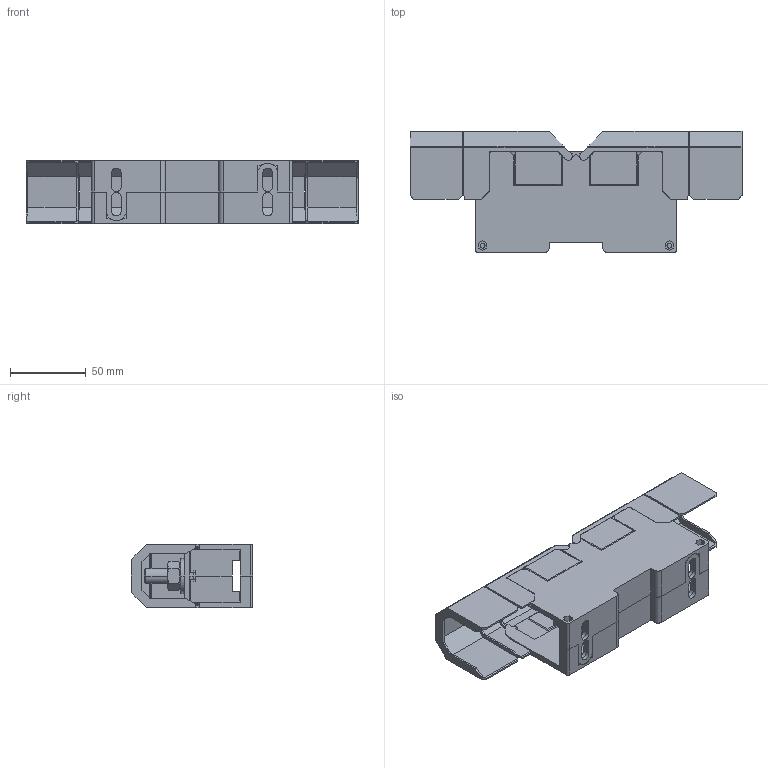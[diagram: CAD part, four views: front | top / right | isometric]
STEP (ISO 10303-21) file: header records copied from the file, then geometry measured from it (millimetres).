
FILE_DESCRIPTION((''),'2;1');
FILE_NAME('HSK1200_STEP_KPL_ASM','2013-10-25T',('Martin Stollburges'),(''),'PRO/ENGINEER BY PARAMETRIC TECHNOLOGY CORPORATION, 2013130','PRO/ENGINEER BY PARAMETRIC TECHNOLOGY CORPORATION, 2013130','');
FILE_SCHEMA(('CONFIG_CONTROL_DESIGN'));
Length unit declared in the file: millimetre
Products named in the file (8): HSK1200_SKEL; HSK1200_STS; SM100X30_RI; SCHEIBE_DIN6796_M10; DIN934_M10; HSK1200_ISO_STEP; HSK1200_ADH_STEP; HSK1200_STEP_KPL_ASM
Assembly tree (12 placements, depth 2):
  HSK1200_STEP_KPL_ASM
    HSK1200_SKEL
    HSK1200_STS
    SM100X30_RI  x2
    SCHEIBE_DIN6796_M10  x2
    DIN934_M10  x2
    HSK1200_ISO_STEP  x2
    HSK1200_ADH_STEP  x2
Bounding box: 219.5 x 80 x 42 mm (x, y, z)
Volume: 205816.1 mm3; surface area: 113160.3 mm2
Topology: 11 solids, 11 shells, 1258 faces, 3622 edges, 2396 vertices
Faces by surface type: plane 820, cylinder 338, cone 92, sphere 8
Entity records: 21344 total; most frequent: CARTESIAN_POINT 4328, ORIENTED_EDGE 3646, DIRECTION 3393, EDGE_CURVE 1823, VECTOR 1325, LINE 1325, VERTEX_POINT 1206, AXIS2_PLACEMENT_3D 1034
